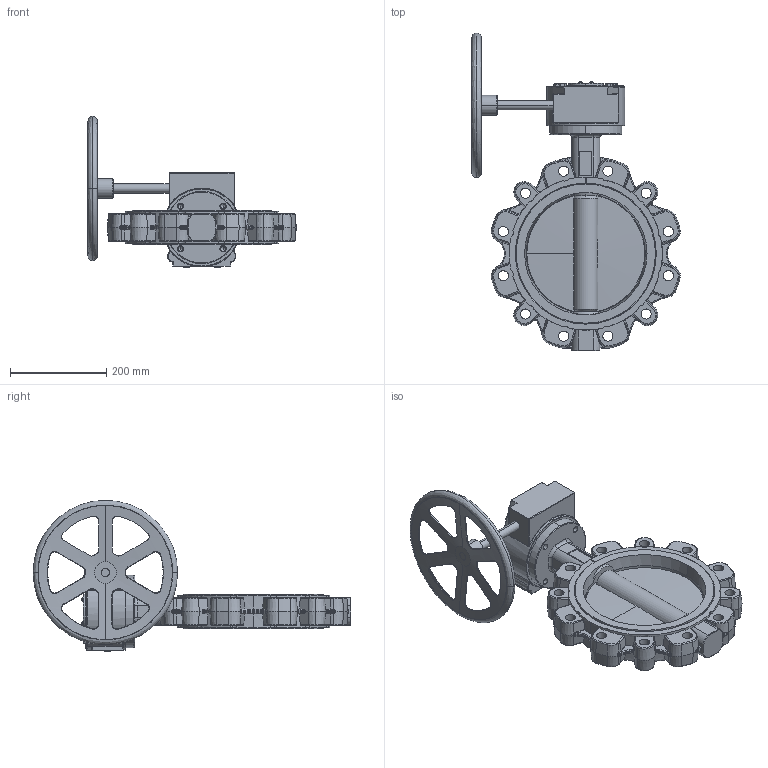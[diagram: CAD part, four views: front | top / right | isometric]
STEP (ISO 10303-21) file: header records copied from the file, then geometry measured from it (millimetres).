
FILE_DESCRIPTION (( 'STEP AP203' ), '1' );
FILE_NAME ('L9.000250R16C.STEP', '2023-03-06T15:53:59', ( '' ), ( '' ), 'SwSTEP 2.0', 'SolidWorks 2017', '' );
FILE_SCHEMA (( 'CONFIG_CONTROL_DESIGN' ));
Length unit declared in the file: millimetre
Products named in the file (1): L9.000250R16C
Bounding box: 433.3 x 660 x 314.5 mm (x, y, z)
Volume: 7609932.6 mm3; surface area: 720592.7 mm2
Topology: 1 solids, 9 shells, 1457 faces, 3646 edges, 2169 vertices
Faces by surface type: plane 381, cylinder 371, bspline 344, cone 198, torus 159, sphere 4
Entity records: 61067 total; most frequent: CARTESIAN_POINT 29081, ORIENTED_EDGE 7122, DIRECTION 6180, EDGE_CURVE 3561, AXIS2_PLACEMENT_3D 2516, VERTEX_POINT 2169, EDGE_LOOP 1548, FACE_OUTER_BOUND 1457
